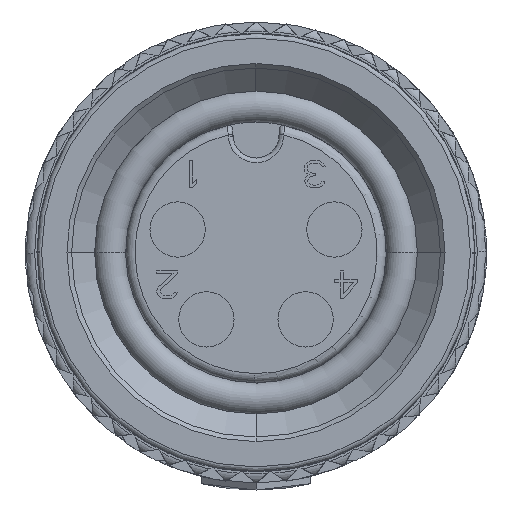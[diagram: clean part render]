
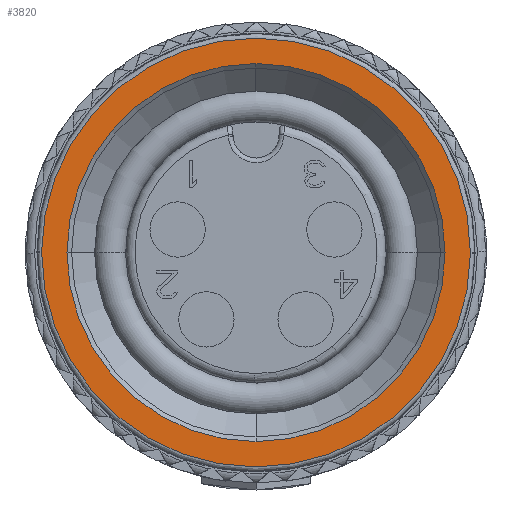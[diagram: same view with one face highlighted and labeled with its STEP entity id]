
A CAD part, front view. The second image highlights one B-rep face of the part: STEP entity #3820.
In plain terms, the highlighted planar face has unit normal (0, -1, 0).
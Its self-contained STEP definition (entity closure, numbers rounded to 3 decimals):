
#3820=ADVANCED_FACE('',(#8801,#8802),#8803,.T.);
#3838=EDGE_CURVE('',#8830,#8827,#8831,.T.);
#3842=EDGE_CURVE('',#8827,#8836,#8837,.T.);
#3850=EDGE_CURVE('',#8849,#8850,#8851,.T.);
#3856=EDGE_CURVE('',#8859,#8860,#8861,.T.);
#5962=EDGE_CURVE('',#8860,#8849,#11625,.T.);
#5964=EDGE_CURVE('',#8850,#8859,#11627,.T.);
#5974=EDGE_CURVE('',#11638,#8830,#11639,.T.);
#5976=EDGE_CURVE('',#8836,#11638,#11641,.T.);
#8801=FACE_OUTER_BOUND('',#49178,.T.);
#8802=FACE_BOUND('',#49179,.T.);
#8803=PLANE('',#49180);
#8827=VERTEX_POINT('',#49208);
#8830=VERTEX_POINT('',#49213);
#8831=CIRCLE('',#49214,4.1);
#8836=VERTEX_POINT('',#49221);
#8837=CIRCLE('',#49222,4.1);
#8849=VERTEX_POINT('',#49238);
#8850=VERTEX_POINT('',#49239);
#8851=CIRCLE('',#49240,4.65);
#8859=VERTEX_POINT('',#49251);
#8860=VERTEX_POINT('',#49252);
#8861=CIRCLE('',#49253,4.65);
#11625=CIRCLE('',#55945,4.65);
#11627=CIRCLE('',#55948,4.65);
#11638=VERTEX_POINT('',#55966);
#11639=CIRCLE('',#55967,4.1);
#11641=CIRCLE('',#55970,4.1);
#49178=EDGE_LOOP('',(#70466,#70467,#70468,#70469));
#49179=EDGE_LOOP('',(#70470,#70471,#70472,#70473));
#49180=AXIS2_PLACEMENT_3D('',#70474,#70475,#70476);
#49208=CARTESIAN_POINT('',(4.1,-8.5,0.0));
#49213=CARTESIAN_POINT('',(0.,-8.5,4.1));
#49214=AXIS2_PLACEMENT_3D('',#70524,#70525,#70526);
#49221=CARTESIAN_POINT('',(0.,-8.5,-4.1));
#49222=AXIS2_PLACEMENT_3D('',#70530,#70531,#70532);
#49238=CARTESIAN_POINT('',(4.65,-8.5,0.0));
#49239=CARTESIAN_POINT('',(-4.65,-8.5,0.024));
#49240=AXIS2_PLACEMENT_3D('',#70542,#70543,#70544);
#49251=CARTESIAN_POINT('',(-4.65,-8.5,0.0));
#49252=CARTESIAN_POINT('',(4.65,-8.5,-0.024));
#49253=AXIS2_PLACEMENT_3D('',#70551,#70552,#70553);
#55945=AXIS2_PLACEMENT_3D('',#72074,#72075,#72076);
#55948=AXIS2_PLACEMENT_3D('',#72077,#72078,#72079);
#55966=CARTESIAN_POINT('',(-4.1,-8.5,0.0));
#55967=AXIS2_PLACEMENT_3D('',#72088,#72089,#72090);
#55970=AXIS2_PLACEMENT_3D('',#72091,#72092,#72093);
#70466=ORIENTED_EDGE('',*,*,#3850,.T.);
#70467=ORIENTED_EDGE('',*,*,#5964,.T.);
#70468=ORIENTED_EDGE('',*,*,#3856,.T.);
#70469=ORIENTED_EDGE('',*,*,#5962,.T.);
#70470=ORIENTED_EDGE('',*,*,#5974,.T.);
#70471=ORIENTED_EDGE('',*,*,#3838,.T.);
#70472=ORIENTED_EDGE('',*,*,#3842,.T.);
#70473=ORIENTED_EDGE('',*,*,#5976,.T.);
#70474=CARTESIAN_POINT('',(0.0,-8.5,0.0));
#70475=DIRECTION('',(0.0,-1.0,0.0));
#70476=DIRECTION('',(0.0,0.0,-1.0));
#70524=CARTESIAN_POINT('',(0.0,-8.5,0.0));
#70525=DIRECTION('',(0.0,1.0,0.0));
#70526=DIRECTION('',(-1.0,0.0,0.0));
#70530=CARTESIAN_POINT('',(0.0,-8.5,0.0));
#70531=DIRECTION('',(-0.0,1.0,0.0));
#70532=DIRECTION('',(1.0,0.0,0.0));
#70542=CARTESIAN_POINT('',(0.0,-8.5,0.0));
#70543=DIRECTION('',(0.0,-1.0,0.0));
#70544=DIRECTION('',(1.0,0.0,0.0));
#70551=CARTESIAN_POINT('',(0.0,-8.5,0.0));
#70552=DIRECTION('',(0.0,-1.0,0.0));
#70553=DIRECTION('',(-1.0,0.0,0.0));
#72074=CARTESIAN_POINT('',(0.0,-8.5,0.0));
#72075=DIRECTION('',(0.0,-1.0,0.0));
#72076=DIRECTION('',(-1.0,0.0,0.0));
#72077=CARTESIAN_POINT('',(0.0,-8.5,0.0));
#72078=DIRECTION('',(0.0,-1.0,0.0));
#72079=DIRECTION('',(1.0,0.0,0.0));
#72088=CARTESIAN_POINT('',(0.0,-8.5,0.0));
#72089=DIRECTION('',(0.0,1.0,0.0));
#72090=DIRECTION('',(-1.0,0.0,0.0));
#72091=CARTESIAN_POINT('',(0.0,-8.5,0.0));
#72092=DIRECTION('',(-0.0,1.0,0.0));
#72093=DIRECTION('',(1.0,0.0,0.0));
